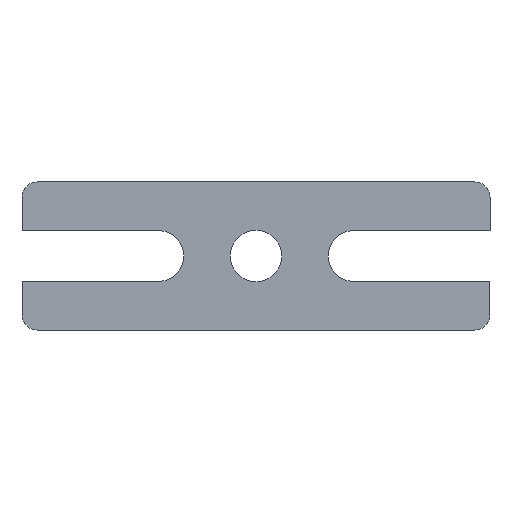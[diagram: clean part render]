
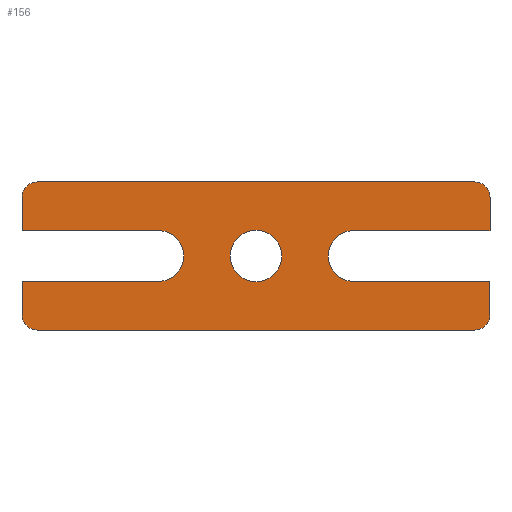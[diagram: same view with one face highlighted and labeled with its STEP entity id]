
A CAD part, front view. The second image highlights one B-rep face of the part: STEP entity #156.
In plain terms, the highlighted planar face has unit normal (0, -1, 0).
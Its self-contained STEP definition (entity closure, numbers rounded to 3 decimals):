
#20 = ORIENTED_EDGE ( 'NONE', *, *, #113, .T. ) ;
#30 = VECTOR ( 'NONE', #853, 1000. ) ;
#40 = CARTESIAN_POINT ( 'NONE',  ( 30., 0., -3.25 ) ) ;
#43 = LINE ( 'NONE', #345, #142 ) ;
#55 = DIRECTION ( 'NONE',  ( 1., 0., 0. ) ) ;
#59 = CARTESIAN_POINT ( 'NONE',  ( 30., 0., -9.5 ) ) ;
#67 = LINE ( 'NONE', #755, #104 ) ;
#72 = AXIS2_PLACEMENT_3D ( 'NONE', #406, #559, #711 ) ;
#73 = CARTESIAN_POINT ( 'NONE',  ( -30., 0., 7.5 ) ) ;
#78 = DIRECTION ( 'NONE',  ( 0., 1., 0. ) ) ;
#79 = EDGE_LOOP ( 'NONE', ( #486, #838, #247, #20, #356, #562, #558, #452, #828, #751, #627, #652, #341, #777, #125, #573 ) ) ;
#80 = CARTESIAN_POINT ( 'NONE',  ( -30., 0., -3.25 ) ) ;
#98 = CARTESIAN_POINT ( 'NONE',  ( -30., 0., -9.5 ) ) ;
#101 = CARTESIAN_POINT ( 'NONE',  ( 30., 0., -7.5 ) ) ;
#104 = VECTOR ( 'NONE', #616, 1000. ) ;
#113 = EDGE_CURVE ( 'NONE', #298, #709, #284, .T. ) ;
#120 = DIRECTION ( 'NONE',  ( 0., -1., 0. ) ) ;
#125 = ORIENTED_EDGE ( 'NONE', *, *, #493, .F. ) ;
#142 = VECTOR ( 'NONE', #269, 1000. ) ;
#148 = EDGE_CURVE ( 'NONE', #497, #710, #510, .T. ) ;
#156 = ADVANCED_FACE ( 'NONE', ( #460, #243 ), #754, .F. ) ;
#157 = CARTESIAN_POINT ( 'NONE',  ( 30., 0., 3.25 ) ) ;
#161 = EDGE_CURVE ( 'NONE', #524, #852, #67, .T. ) ;
#174 = AXIS2_PLACEMENT_3D ( 'NONE', #204, #494, #637 ) ;
#175 = CARTESIAN_POINT ( 'NONE',  ( -28., 0., 9.5 ) ) ;
#178 = EDGE_CURVE ( 'NONE', #189, #709, #638, .T. ) ;
#181 = VERTEX_POINT ( 'NONE', #175 ) ;
#189 = VERTEX_POINT ( 'NONE', #40 ) ;
#197 = CARTESIAN_POINT ( 'NONE',  ( 30., 0., -9.5 ) ) ;
#198 = LINE ( 'NONE', #779, #661 ) ;
#202 = CARTESIAN_POINT ( 'NONE',  ( 12.5, 0., 0. ) ) ;
#204 = CARTESIAN_POINT ( 'NONE',  ( -28., 0., 7.5 ) ) ;
#215 = VERTEX_POINT ( 'NONE', #385 ) ;
#222 = VECTOR ( 'NONE', #471, 1000. ) ;
#227 = DIRECTION ( 'NONE',  ( 0., 0., 1. ) ) ;
#243 = FACE_OUTER_BOUND ( 'NONE', #79, .T. ) ;
#247 = ORIENTED_EDGE ( 'NONE', *, *, #353, .F. ) ;
#262 = AXIS2_PLACEMENT_3D ( 'NONE', #919, #78, #276 ) ;
#263 = CIRCLE ( 'NONE', #653, 3.3 ) ;
#266 = DIRECTION ( 'NONE',  ( 0., 0., 1. ) ) ;
#268 = DIRECTION ( 'NONE',  ( 0., 0., 1. ) ) ;
#269 = DIRECTION ( 'NONE',  ( 1., 0., 0. ) ) ;
#274 = DIRECTION ( 'NONE',  ( 0., -1., 0. ) ) ;
#276 = DIRECTION ( 'NONE',  ( 0., 0., 1. ) ) ;
#284 = CIRCLE ( 'NONE', #781, 2. ) ;
#286 = EDGE_CURVE ( 'NONE', #215, #189, #43, .T. ) ;
#287 = ORIENTED_EDGE ( 'NONE', *, *, #295, .T. ) ;
#295 = EDGE_CURVE ( 'NONE', #523, #395, #263, .T. ) ;
#298 = VERTEX_POINT ( 'NONE', #564 ) ;
#300 = EDGE_CURVE ( 'NONE', #181, #370, #706, .T. ) ;
#307 = VECTOR ( 'NONE', #678, 1000. ) ;
#308 = VERTEX_POINT ( 'NONE', #342 ) ;
#312 = CIRCLE ( 'NONE', #262, 3.3 ) ;
#326 = CARTESIAN_POINT ( 'NONE',  ( -30., 0., -9.5 ) ) ;
#335 = EDGE_CURVE ( 'NONE', #666, #308, #730, .T. ) ;
#341 = ORIENTED_EDGE ( 'NONE', *, *, #690, .F. ) ;
#342 = CARTESIAN_POINT ( 'NONE',  ( -12.5, 0., -3.25 ) ) ;
#345 = CARTESIAN_POINT ( 'NONE',  ( 30., 0., -3.25 ) ) ;
#353 = EDGE_CURVE ( 'NONE', #298, #778, #386, .T. ) ;
#356 = ORIENTED_EDGE ( 'NONE', *, *, #178, .F. ) ;
#367 = CARTESIAN_POINT ( 'NONE',  ( 30., 0., 3.25 ) ) ;
#370 = VERTEX_POINT ( 'NONE', #73 ) ;
#372 = ORIENTED_EDGE ( 'NONE', *, *, #388, .T. ) ;
#381 = EDGE_CURVE ( 'NONE', #710, #215, #920, .T. ) ;
#382 = EDGE_LOOP ( 'NONE', ( #287, #372 ) ) ;
#385 = CARTESIAN_POINT ( 'NONE',  ( 12.5, 0., -3.25 ) ) ;
#386 = LINE ( 'NONE', #854, #713 ) ;
#388 = EDGE_CURVE ( 'NONE', #395, #523, #312, .T. ) ;
#393 = CARTESIAN_POINT ( 'NONE',  ( 28., 0., -7.5 ) ) ;
#395 = VERTEX_POINT ( 'NONE', #725 ) ;
#406 = CARTESIAN_POINT ( 'NONE',  ( 28., 0., 7.5 ) ) ;
#414 = CARTESIAN_POINT ( 'NONE',  ( -30., 0., -3.25 ) ) ;
#427 = AXIS2_PLACEMENT_3D ( 'NONE', #684, #831, #895 ) ;
#443 = CARTESIAN_POINT ( 'NONE',  ( -30., 0., 3.25 ) ) ;
#452 = ORIENTED_EDGE ( 'NONE', *, *, #148, .F. ) ;
#460 = FACE_BOUND ( 'NONE', #382, .T. ) ;
#471 = DIRECTION ( 'NONE',  ( 0., 0., 1. ) ) ;
#473 = VERTEX_POINT ( 'NONE', #785 ) ;
#486 = ORIENTED_EDGE ( 'NONE', *, *, #788, .F. ) ;
#491 = VECTOR ( 'NONE', #605, 1000. ) ;
#493 = EDGE_CURVE ( 'NONE', #308, #524, #554, .T. ) ;
#494 = DIRECTION ( 'NONE',  ( 0., -1., 0. ) ) ;
#497 = VERTEX_POINT ( 'NONE', #367 ) ;
#506 = CIRCLE ( 'NONE', #72, 2. ) ;
#510 = LINE ( 'NONE', #157, #307 ) ;
#523 = VERTEX_POINT ( 'NONE', #633 ) ;
#524 = VERTEX_POINT ( 'NONE', #913 ) ;
#533 = EDGE_CURVE ( 'NONE', #803, #898, #506, .T. ) ;
#551 = EDGE_CURVE ( 'NONE', #803, #497, #608, .T. ) ;
#554 = CIRCLE ( 'NONE', #567, 3.25 ) ;
#558 = ORIENTED_EDGE ( 'NONE', *, *, #381, .F. ) ;
#559 = DIRECTION ( 'NONE',  ( 0., -1., 0. ) ) ;
#562 = ORIENTED_EDGE ( 'NONE', *, *, #286, .F. ) ;
#564 = CARTESIAN_POINT ( 'NONE',  ( 28., 0., -9.5 ) ) ;
#567 = AXIS2_PLACEMENT_3D ( 'NONE', #772, #120, #634 ) ;
#570 = DIRECTION ( 'NONE',  ( -1., 0., 0. ) ) ;
#573 = ORIENTED_EDGE ( 'NONE', *, *, #335, .F. ) ;
#574 = DIRECTION ( 'NONE',  ( 1., 0., 0. ) ) ;
#576 = CIRCLE ( 'NONE', #882, 2. ) ;
#586 = EDGE_CURVE ( 'NONE', #181, #898, #198, .T. ) ;
#605 = DIRECTION ( 'NONE',  ( 0., 0., 1. ) ) ;
#608 = LINE ( 'NONE', #197, #30 ) ;
#616 = DIRECTION ( 'NONE',  ( -1., 0., 0. ) ) ;
#626 = CARTESIAN_POINT ( 'NONE',  ( 30., 0., 7.5 ) ) ;
#627 = ORIENTED_EDGE ( 'NONE', *, *, #586, .F. ) ;
#633 = CARTESIAN_POINT ( 'NONE',  ( 0., 0., 3.3 ) ) ;
#634 = DIRECTION ( 'NONE',  ( 0., 0., -1. ) ) ;
#636 = DIRECTION ( 'NONE',  ( 0., -1., 0. ) ) ;
#637 = DIRECTION ( 'NONE',  ( 0., 0., 1. ) ) ;
#638 = LINE ( 'NONE', #59, #914 ) ;
#648 = CARTESIAN_POINT ( 'NONE',  ( -28., 0., -7.5 ) ) ;
#651 = CARTESIAN_POINT ( 'NONE',  ( 0., 0., 0. ) ) ;
#652 = ORIENTED_EDGE ( 'NONE', *, *, #300, .T. ) ;
#653 = AXIS2_PLACEMENT_3D ( 'NONE', #651, #928, #266 ) ;
#661 = VECTOR ( 'NONE', #55, 1000. ) ;
#666 = VERTEX_POINT ( 'NONE', #80 ) ;
#678 = DIRECTION ( 'NONE',  ( -1., 0., 0. ) ) ;
#679 = LINE ( 'NONE', #98, #491 ) ;
#684 = CARTESIAN_POINT ( 'NONE',  ( -30., 0., 9.5 ) ) ;
#690 = EDGE_CURVE ( 'NONE', #852, #370, #679, .T. ) ;
#706 = CIRCLE ( 'NONE', #174, 2. ) ;
#709 = VERTEX_POINT ( 'NONE', #101 ) ;
#710 = VERTEX_POINT ( 'NONE', #758 ) ;
#711 = DIRECTION ( 'NONE',  ( 0., 0., 1. ) ) ;
#713 = VECTOR ( 'NONE', #570, 1000. ) ;
#717 = DIRECTION ( 'NONE',  ( 0., -1., 0. ) ) ;
#725 = CARTESIAN_POINT ( 'NONE',  ( 0., 0., -3.3 ) ) ;
#730 = LINE ( 'NONE', #414, #867 ) ;
#748 = AXIS2_PLACEMENT_3D ( 'NONE', #202, #274, #268 ) ;
#751 = ORIENTED_EDGE ( 'NONE', *, *, #533, .T. ) ;
#754 = PLANE ( 'NONE',  #427 ) ;
#755 = CARTESIAN_POINT ( 'NONE',  ( -30., 0., 3.25 ) ) ;
#758 = CARTESIAN_POINT ( 'NONE',  ( 12.5, 0., 3.25 ) ) ;
#772 = CARTESIAN_POINT ( 'NONE',  ( -12.5, 0., 0. ) ) ;
#777 = ORIENTED_EDGE ( 'NONE', *, *, #161, .F. ) ;
#778 = VERTEX_POINT ( 'NONE', #909 ) ;
#779 = CARTESIAN_POINT ( 'NONE',  ( -30., 0., 9.5 ) ) ;
#781 = AXIS2_PLACEMENT_3D ( 'NONE', #393, #636, #833 ) ;
#785 = CARTESIAN_POINT ( 'NONE',  ( -30., 0., -7.5 ) ) ;
#788 = EDGE_CURVE ( 'NONE', #473, #666, #901, .T. ) ;
#803 = VERTEX_POINT ( 'NONE', #626 ) ;
#824 = DIRECTION ( 'NONE',  ( 0., 0., -1. ) ) ;
#828 = ORIENTED_EDGE ( 'NONE', *, *, #551, .F. ) ;
#831 = DIRECTION ( 'NONE',  ( 0., 1., 0. ) ) ;
#833 = DIRECTION ( 'NONE',  ( 0., 0., 1. ) ) ;
#838 = ORIENTED_EDGE ( 'NONE', *, *, #839, .T. ) ;
#839 = EDGE_CURVE ( 'NONE', #473, #778, #576, .T. ) ;
#852 = VERTEX_POINT ( 'NONE', #443 ) ;
#853 = DIRECTION ( 'NONE',  ( 0., 0., -1. ) ) ;
#854 = CARTESIAN_POINT ( 'NONE',  ( -30., 0., -9.5 ) ) ;
#867 = VECTOR ( 'NONE', #574, 1000. ) ;
#873 = CARTESIAN_POINT ( 'NONE',  ( 28., 0., 9.5 ) ) ;
#882 = AXIS2_PLACEMENT_3D ( 'NONE', #648, #717, #227 ) ;
#895 = DIRECTION ( 'NONE',  ( 0., 0., 1. ) ) ;
#898 = VERTEX_POINT ( 'NONE', #873 ) ;
#901 = LINE ( 'NONE', #326, #222 ) ;
#909 = CARTESIAN_POINT ( 'NONE',  ( -28., 0., -9.5 ) ) ;
#913 = CARTESIAN_POINT ( 'NONE',  ( -12.5, 0., 3.25 ) ) ;
#914 = VECTOR ( 'NONE', #824, 1000. ) ;
#919 = CARTESIAN_POINT ( 'NONE',  ( 0., 0., 0. ) ) ;
#920 = CIRCLE ( 'NONE', #748, 3.25 ) ;
#928 = DIRECTION ( 'NONE',  ( 0., 1., 0. ) ) ;
